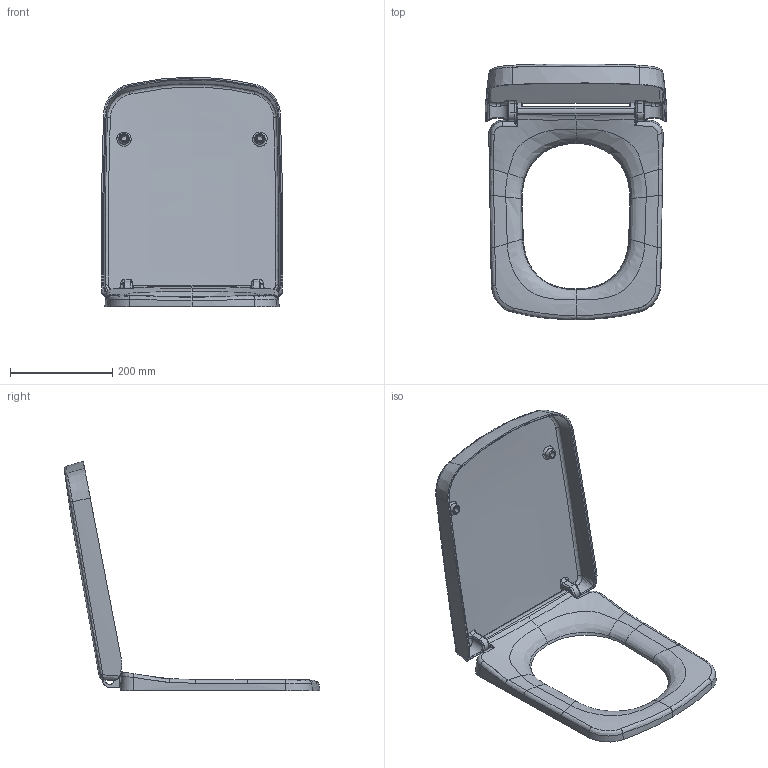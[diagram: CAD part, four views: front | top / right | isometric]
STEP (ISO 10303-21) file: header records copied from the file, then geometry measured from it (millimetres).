
FILE_DESCRIPTION(/* description */ (''),/* implementation_level */ '2;1');
FILE_NAME(/* name */ 'A0312',/* time_stamp */ '2022-08-25T15:47:41+03:00',/* author */ (''),/* organization */ (''),/* preprocessor_version */ 'ST-DEVELOPER v16.5',/* originating_system */ 'Rhino 7.21',/* authorisation */ '');
FILE_SCHEMA (('CONFIG_CONTROL_DESIGN'));
Length unit declared in the file: millimetre
Products named in the file (1): Document
Bounding box: 356 x 500.56 x 449.43 mm (x, y, z)
Surface area: 565513.2 mm2 (no closed solid volume)
Topology: 0 solids, 2 shells, 678 faces, 1723 edges, 965 vertices
Faces by surface type: bspline 463, cylinder 134, plane 81
Entity records: 74665 total; most frequent: CARTESIAN_POINT 65152, ORIENTED_EDGE 3180, EDGE_CURVE 1711, VERTEX_POINT 965, B_SPLINE_CURVE_WITH_KNOTS 800, EDGE_LOOP 701, ADVANCED_FACE 678, FACE_OUTER_BOUND 678
